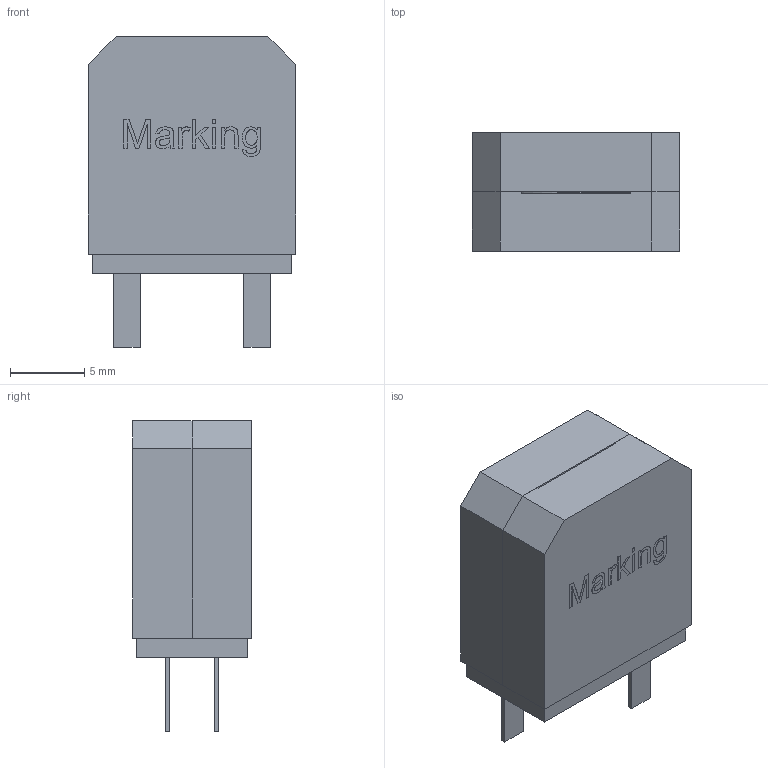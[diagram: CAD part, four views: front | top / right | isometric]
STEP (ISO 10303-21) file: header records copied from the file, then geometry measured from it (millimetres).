
FILE_DESCRIPTION(/* description */ ('Unknown'),/* implementation_level */ '2;1');
FILE_NAME(/* name */ '74441480xxx',/* time_stamp */ '2019-05-06T10:26:32+02:00',/* author */ ('Unknown'),/* organization */ ('Unknown'),/* preprocessor_version */ 'ST-DEVELOPER v16.7',/* originating_system */ 'DEX',/* authorisation */ $);
FILE_SCHEMA (('AUTOMOTIVE_DESIGN {1 0 10303 214 3 1 1}'));
Length unit declared in the file: millimetre
Products named in the file (5): 74441480xxx; Base; Ferrite_1; Ferrite_2; Coil
Assembly tree (4 placements, depth 2):
  74441480xxx
    Base
    Ferrite_1
    Ferrite_2
    Coil
Bounding box: 14 x 8 x 21 mm (x, y, z)
Volume: 1573.1 mm3; surface area: 2951 mm2
Topology: 4 solids, 4 shells, 140 faces, 363 edges, 239 vertices
Faces by surface type: plane 116, bspline 18, cylinder 6
Full cylindrical faces by diameter (mm): 6.7 x2
Entity records: 6987 total; most frequent: CARTESIAN_POINT 2912, ORIENTED_EDGE 718, DIRECTION 495, EDGE_CURVE 359, VERTEX_POINT 238, LINE 209, VECTOR 209, EDGE_LOOP 159
